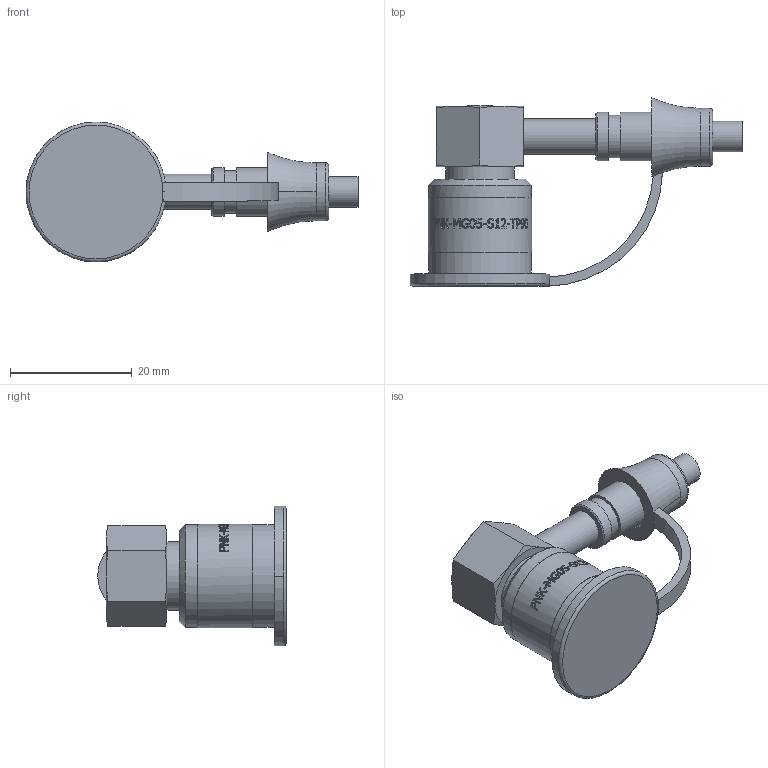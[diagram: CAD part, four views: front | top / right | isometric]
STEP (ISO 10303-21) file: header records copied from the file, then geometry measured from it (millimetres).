
FILE_DESCRIPTION(/* description */ (''),/* implementation_level */ '2;1');
FILE_NAME(/* name */ 'PNK-MG05-S12-TP90.stp',/* time_stamp */ '2025-01-07T09:57:10-03:00',/* author */ ('Jefferson'),/* organization */ (''),/* preprocessor_version */ 'ST-DEVELOPER v19',/* originating_system */ 'Autodesk Inventor 2023',/* authorisation */ '');
FILE_SCHEMA (('AUTOMOTIVE_DESIGN { 1 0 10303 214 3 1 1 }'));
Length unit declared in the file: millimetre
Products named in the file (7): PNK-MG05-S12-TP90; 211-1; 211_Predeterminada; 210; 214_Valor predeterminado_Como usinado_; 185; GUARDA PÓ DA MANGUEIRA DOBRADA-1
Assembly tree (6 placements, depth 3):
  PNK-MG05-S12-TP90
    211-1
      211_Predeterminada
      210
      214_Valor predeterminado_Como usinado_
      185
    GUARDA PÓ DA MANGUEIRA DOBRADA-1
Bounding box: 54.55 x 30.98 x 23 mm (x, y, z)
Volume: 6895.8 mm3; surface area: 7164.1 mm2
Topology: 8 solids, 8 shells, 360 faces, 908 edges, 600 vertices
Faces by surface type: plane 139, bspline 127, cylinder 65, cone 20, torus 9
Full cylindrical faces by diameter (mm): 1 x1, 1.5 x1, 2 x2, 2.2 x2, 3.3 x1, 3.5 x2, 4.4 x1, 4.6 x1, 5 x2, 5.3 x1, 5.5 x1, 5.8 x1, 7 x1, 8 x3, 8.5 x1, 9.5 x1, 11.3 x7, 13 x1, 14.5 x1, 16.9 x2, 17 x1
Entity records: 15204 total; most frequent: CARTESIAN_POINT 6900, ORIENTED_EDGE 1816, DIRECTION 1338, EDGE_CURVE 908, VERTEX_POINT 601, AXIS2_PLACEMENT_3D 470, EDGE_LOOP 411, LINE 398
